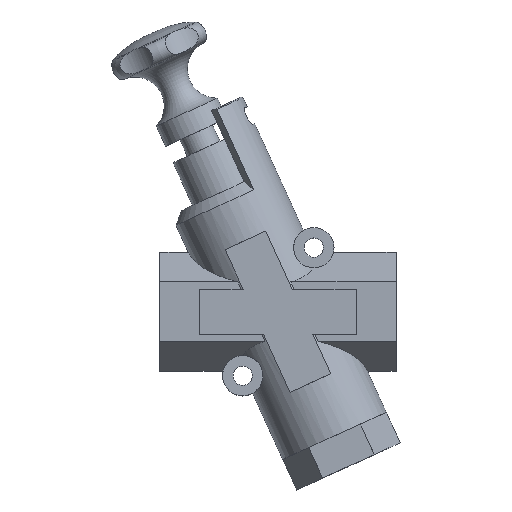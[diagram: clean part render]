
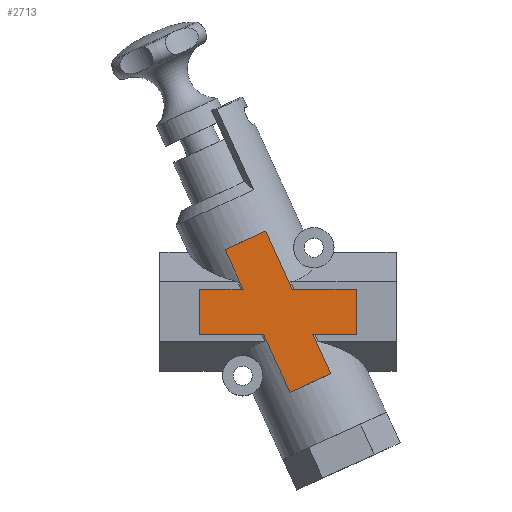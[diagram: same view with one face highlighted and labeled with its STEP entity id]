
A CAD part, top view. The second image highlights one B-rep face of the part: STEP entity #2713.
In plain terms, the highlighted planar face has unit normal (0, 0, 1).
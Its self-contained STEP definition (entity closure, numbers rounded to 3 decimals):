
#51=PLANE('',#2904);
#153=LINE('',#3949,#305);
#159=LINE('',#3961,#311);
#161=LINE('',#3965,#313);
#167=LINE('',#3977,#319);
#220=LINE('',#4115,#372);
#221=LINE('',#4117,#373);
#222=LINE('',#4119,#374);
#223=LINE('',#4120,#375);
#224=LINE('',#4121,#376);
#225=LINE('',#4123,#377);
#226=LINE('',#4124,#378);
#227=LINE('',#4126,#379);
#228=LINE('',#4127,#380);
#229=LINE('',#4128,#381);
#305=VECTOR('',#3161,1000.);
#311=VECTOR('',#3169,1000.);
#313=VECTOR('',#3173,1000.);
#319=VECTOR('',#3181,1000.);
#372=VECTOR('',#3328,1000.);
#373=VECTOR('',#3329,1000.);
#374=VECTOR('',#3330,1000.);
#375=VECTOR('',#3331,1000.);
#376=VECTOR('',#3332,1000.);
#377=VECTOR('',#3333,1000.);
#378=VECTOR('',#3334,1000.);
#379=VECTOR('',#3335,1000.);
#380=VECTOR('',#3336,1000.);
#381=VECTOR('',#3337,1000.);
#757=ORIENTED_EDGE('',*,*,#1230,.T.);
#758=ORIENTED_EDGE('',*,*,#1231,.T.);
#759=ORIENTED_EDGE('',*,*,#1232,.T.);
#760=ORIENTED_EDGE('',*,*,#1160,.T.);
#761=ORIENTED_EDGE('',*,*,#1233,.T.);
#762=ORIENTED_EDGE('',*,*,#1154,.T.);
#763=ORIENTED_EDGE('',*,*,#1234,.T.);
#764=ORIENTED_EDGE('',*,*,#1235,.T.);
#765=ORIENTED_EDGE('',*,*,#1236,.T.);
#766=ORIENTED_EDGE('',*,*,#1237,.T.);
#767=ORIENTED_EDGE('',*,*,#1152,.T.);
#768=ORIENTED_EDGE('',*,*,#1238,.T.);
#769=ORIENTED_EDGE('',*,*,#1146,.T.);
#770=ORIENTED_EDGE('',*,*,#1239,.T.);
#1146=EDGE_CURVE('',#1422,#1421,#153,.T.);
#1152=EDGE_CURVE('',#1424,#1426,#159,.T.);
#1154=EDGE_CURVE('',#1428,#1427,#161,.T.);
#1160=EDGE_CURVE('',#1430,#1432,#167,.T.);
#1230=EDGE_CURVE('',#1471,#1345,#220,.T.);
#1231=EDGE_CURVE('',#1345,#1472,#221,.T.);
#1232=EDGE_CURVE('',#1472,#1430,#222,.T.);
#1233=EDGE_CURVE('',#1432,#1428,#223,.T.);
#1234=EDGE_CURVE('',#1427,#1473,#224,.T.);
#1235=EDGE_CURVE('',#1473,#1392,#225,.T.);
#1236=EDGE_CURVE('',#1392,#1474,#226,.T.);
#1237=EDGE_CURVE('',#1474,#1424,#227,.T.);
#1238=EDGE_CURVE('',#1426,#1422,#228,.T.);
#1239=EDGE_CURVE('',#1421,#1471,#229,.T.);
#1345=VERTEX_POINT('',#3709);
#1392=VERTEX_POINT('',#3888);
#1421=VERTEX_POINT('',#3948);
#1422=VERTEX_POINT('',#3950);
#1424=VERTEX_POINT('',#3956);
#1426=VERTEX_POINT('',#3960);
#1427=VERTEX_POINT('',#3964);
#1428=VERTEX_POINT('',#3966);
#1430=VERTEX_POINT('',#3972);
#1432=VERTEX_POINT('',#3976);
#1471=VERTEX_POINT('',#4116);
#1472=VERTEX_POINT('',#4118);
#1473=VERTEX_POINT('',#4122);
#1474=VERTEX_POINT('',#4125);
#1629=EDGE_LOOP('',(#757,#758,#759,#760,#761,#762,#763,#764,#765,#766,#767,
#768,#769,#770));
#1778=FACE_BOUND('',#1629,.T.);
#2713=ADVANCED_FACE('',(#1778),#51,.T.);
#2904=AXIS2_PLACEMENT_3D('',#4114,#3326,#3327);
#3161=DIRECTION('',(-1.,0.,0.));
#3169=DIRECTION('',(1.,0.,0.));
#3173=DIRECTION('',(1.,0.,0.));
#3181=DIRECTION('',(-1.,0.,0.));
#3326=DIRECTION('',(0.,0.,1.));
#3327=DIRECTION('',(1.,0.,0.));
#3328=DIRECTION('',(-0.91,-0.415,0.));
#3329=DIRECTION('',(-0.91,-0.415,0.));
#3330=DIRECTION('',(0.415,-0.91,0.));
#3331=DIRECTION('',(0.,-1.,0.));
#3332=DIRECTION('',(0.415,-0.91,0.));
#3333=DIRECTION('',(0.91,0.415,0.));
#3334=DIRECTION('',(0.91,0.415,0.));
#3335=DIRECTION('',(-0.415,0.91,0.));
#3336=DIRECTION('',(0.,1.,0.));
#3337=DIRECTION('',(-0.415,0.91,0.));
#3709=CARTESIAN_POINT('',(-14.514,31.849,25.4));
#3888=CARTESIAN_POINT('',(14.514,-31.849,25.4));
#3948=CARTESIAN_POINT('',(6.432,10.,25.4));
#3949=CARTESIAN_POINT('',(35.,10.,25.4));
#3950=CARTESIAN_POINT('',(35.,10.,25.4));
#3956=CARTESIAN_POINT('',(15.547,-10.,25.4));
#3960=CARTESIAN_POINT('',(35.,-10.,25.4));
#3961=CARTESIAN_POINT('',(-35.,-10.,25.4));
#3964=CARTESIAN_POINT('',(-6.432,-10.,25.4));
#3965=CARTESIAN_POINT('',(-35.,-10.,25.4));
#3966=CARTESIAN_POINT('',(-35.,-10.,25.4));
#3972=CARTESIAN_POINT('',(-15.547,10.,25.4));
#3976=CARTESIAN_POINT('',(-35.,10.,25.4));
#3977=CARTESIAN_POINT('',(35.,10.,25.4));
#4114=CARTESIAN_POINT('',(0.,0.,25.4));
#4115=CARTESIAN_POINT('',(-5.415,35.996,25.4));
#4116=CARTESIAN_POINT('',(-5.415,35.996,25.4));
#4117=CARTESIAN_POINT('',(-5.415,35.996,25.4));
#4118=CARTESIAN_POINT('',(-23.614,27.702,25.4));
#4119=CARTESIAN_POINT('',(-23.614,27.702,25.4));
#4120=CARTESIAN_POINT('',(-35.,10.,25.4));
#4121=CARTESIAN_POINT('',(-23.614,27.702,25.4));
#4122=CARTESIAN_POINT('',(5.415,-35.996,25.4));
#4123=CARTESIAN_POINT('',(5.415,-35.996,25.4));
#4124=CARTESIAN_POINT('',(5.415,-35.996,25.4));
#4125=CARTESIAN_POINT('',(23.614,-27.702,25.4));
#4126=CARTESIAN_POINT('',(23.614,-27.702,25.4));
#4127=CARTESIAN_POINT('',(35.,-10.,25.4));
#4128=CARTESIAN_POINT('',(23.614,-27.702,25.4));
